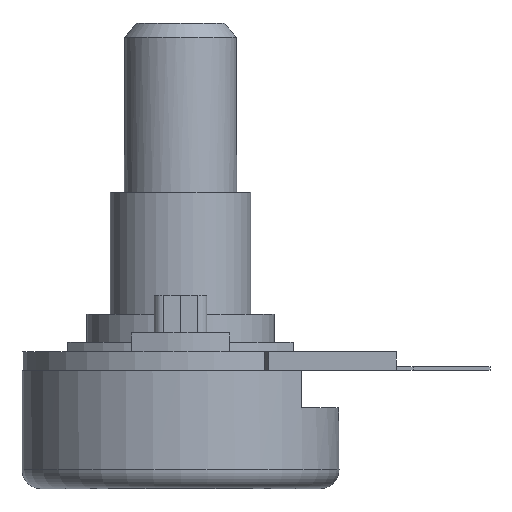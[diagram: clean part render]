
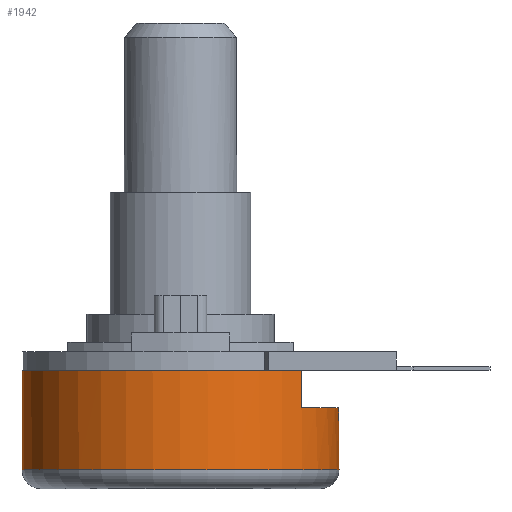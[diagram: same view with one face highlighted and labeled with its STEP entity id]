
A CAD part, left-side view. The second image highlights one B-rep face of the part: STEP entity #1942.
In plain terms, the highlighted cylindrical face has radius 8.45 mm (diameter 16.9 mm), a full revolution.
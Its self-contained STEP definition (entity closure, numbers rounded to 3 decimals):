
#57=CYLINDRICAL_SURFACE('',#2116,8.45);
#113=LINE('',#2965,#330);
#114=LINE('',#2972,#331);
#115=LINE('',#2975,#332);
#330=VECTOR('',#2397,8.45);
#331=VECTOR('',#2404,10.);
#332=VECTOR('',#2407,10.);
#536=FACE_OUTER_BOUND('',#663,.T.);
#663=EDGE_LOOP('',(#1394,#1395,#1396,#1397,#1398,#1399,#1400,#1401,#1402));
#782=CIRCLE('',#2117,8.45);
#783=CIRCLE('',#2118,8.45);
#784=CIRCLE('',#2119,8.45);
#785=CIRCLE('',#2120,8.45);
#786=CIRCLE('',#2121,8.45);
#854=VERTEX_POINT('',#2961);
#855=VERTEX_POINT('',#2962);
#856=VERTEX_POINT('',#2964);
#857=VERTEX_POINT('',#2966);
#858=VERTEX_POINT('',#2969);
#859=VERTEX_POINT('',#2971);
#860=VERTEX_POINT('',#2973);
#1049=EDGE_CURVE('',#854,#855,#782,.T.);
#1050=EDGE_CURVE('',#855,#856,#113,.T.);
#1051=EDGE_CURVE('',#856,#857,#783,.T.);
#1052=EDGE_CURVE('',#857,#856,#784,.T.);
#1053=EDGE_CURVE('',#855,#858,#785,.T.);
#1054=EDGE_CURVE('',#858,#859,#114,.T.);
#1055=EDGE_CURVE('',#859,#860,#786,.T.);
#1056=EDGE_CURVE('',#860,#854,#115,.T.);
#1394=ORIENTED_EDGE('',*,*,#1049,.T.);
#1395=ORIENTED_EDGE('',*,*,#1050,.T.);
#1396=ORIENTED_EDGE('',*,*,#1051,.T.);
#1397=ORIENTED_EDGE('',*,*,#1052,.T.);
#1398=ORIENTED_EDGE('',*,*,#1050,.F.);
#1399=ORIENTED_EDGE('',*,*,#1053,.T.);
#1400=ORIENTED_EDGE('',*,*,#1054,.T.);
#1401=ORIENTED_EDGE('',*,*,#1055,.T.);
#1402=ORIENTED_EDGE('',*,*,#1056,.T.);
#1942=ADVANCED_FACE('',(#536),#57,.T.);
#2116=AXIS2_PLACEMENT_3D('',#2960,#2393,#2394);
#2117=AXIS2_PLACEMENT_3D('',#2963,#2395,#2396);
#2118=AXIS2_PLACEMENT_3D('',#2967,#2398,#2399);
#2119=AXIS2_PLACEMENT_3D('',#2968,#2400,#2401);
#2120=AXIS2_PLACEMENT_3D('',#2970,#2402,#2403);
#2121=AXIS2_PLACEMENT_3D('',#2974,#2405,#2406);
#2393=DIRECTION('center_axis',(0.,0.,1.));
#2394=DIRECTION('ref_axis',(-1.,0.,0.));
#2395=DIRECTION('center_axis',(0.,0.,
-1.));
#2396=DIRECTION('ref_axis',(1.,0.,0.));
#2397=DIRECTION('',(0.,0.,-1.));
#2398=DIRECTION('center_axis',(0.,0.,
1.));
#2399=DIRECTION('ref_axis',(1.,0.,0.));
#2400=DIRECTION('center_axis',(0.,0.,
1.));
#2401=DIRECTION('ref_axis',(1.,0.,0.));
#2402=DIRECTION('center_axis',(0.,0.,
-1.));
#2403=DIRECTION('ref_axis',(1.,0.,0.));
#2404=DIRECTION('',(0.,0.,-1.));
#2405=DIRECTION('center_axis',(0.,0.,-1.));
#2406=DIRECTION('ref_axis',(-0.646,-0.763,0.));
#2407=DIRECTION('',(0.,0.,1.));
#2960=CARTESIAN_POINT('Origin',(0.,0.,
3.65));
#2961=CARTESIAN_POINT('',(-5.459,-6.45,6.3));
#2962=CARTESIAN_POINT('',(8.45,0.,6.3));
#2963=CARTESIAN_POINT('Origin',(0.,0.,
6.3));
#2964=CARTESIAN_POINT('',(8.45,0.,1.));
#2965=CARTESIAN_POINT('',(8.45,0.,3.65));
#2966=CARTESIAN_POINT('',(-8.45,0.,1.));
#2967=CARTESIAN_POINT('Origin',(0.,0.,
1.));
#2968=CARTESIAN_POINT('Origin',(0.,0.,
1.));
#2969=CARTESIAN_POINT('',(5.459,-6.45,6.3));
#2970=CARTESIAN_POINT('Origin',(0.,0.,
6.3));
#2971=CARTESIAN_POINT('',(5.459,-6.45,4.3));
#2972=CARTESIAN_POINT('',(5.459,-6.45,6.3));
#2973=CARTESIAN_POINT('',(-5.459,-6.45,4.3));
#2974=CARTESIAN_POINT('Origin',(0.,0.,
4.3));
#2975=CARTESIAN_POINT('',(-5.459,-6.45,4.3));
